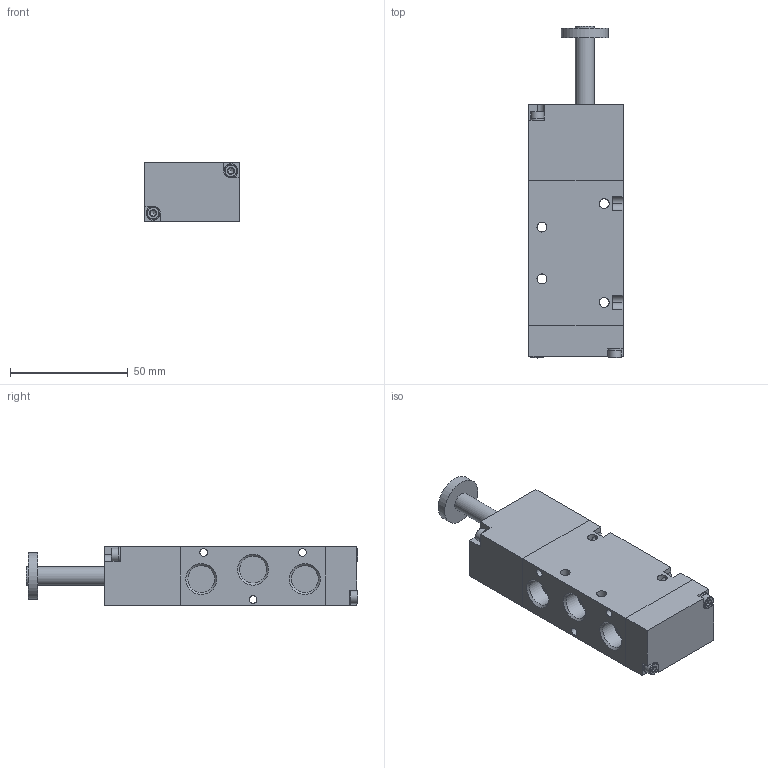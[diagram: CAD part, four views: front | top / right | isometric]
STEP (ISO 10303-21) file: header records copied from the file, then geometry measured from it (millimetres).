
FILE_DESCRIPTION(/* description */ ('Alibre Inc.'),/* implementation_level */ '2;1');
FILE_NAME(/* name */ 'export-E21178A8-5E3A-4CE2-BFDF-21BABB1E65C5',/* time_stamp */ '2021-10-28T15:06:06+02:00',/* author */ (''),/* organization */ (''),/* preprocessor_version */ 'ST-DEVELOPER v17',/* originating_system */ 'Alibre',/* authorisation */ '');
FILE_SCHEMA (('AUTOMOTIVE_DESIGN'));
Length unit declared in the file: millimetre
Bounding box: 40 x 141.1 x 25 mm (x, y, z)
Volume: 102837.6 mm3; surface area: 26187.3 mm2
Topology: 11 solids, 11 shells, 193 faces, 496 edges, 336 vertices
Faces by surface type: plane 116, cylinder 43, cone 22, torus 12
Full cylindrical faces by diameter (mm): 3 x8, 3.3 x5, 4.134 x1, 4.2 x4, 5.5 x4, 6 x4, 8 x2, 11.445 x5, 20 x1
Entity records: 3943 total; most frequent: CARTESIAN_POINT 877, DIRECTION 566, ORIENTED_EDGE 558, EDGE_CURVE 279, AXIS2_PLACEMENT_3D 237, VERTEX_POINT 189, VECTOR 160, LINE 160
